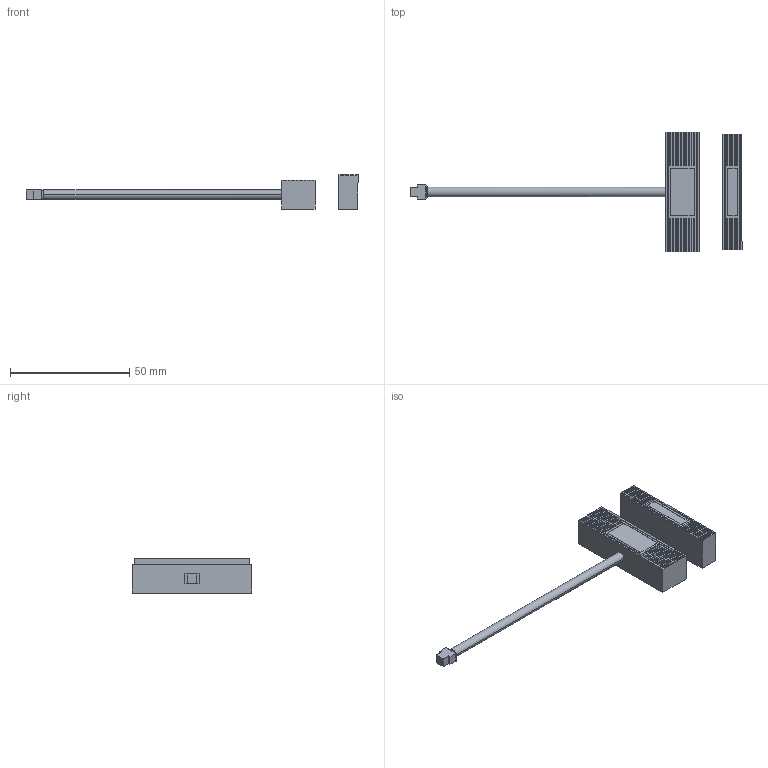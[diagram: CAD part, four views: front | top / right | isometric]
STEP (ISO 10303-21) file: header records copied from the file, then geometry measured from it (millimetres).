
FILE_DESCRIPTION (( 'STEP AP203' ), '1' );
FILE_NAME ('DS-1.STEP', '2023-09-05T08:11:21', ( '' ), ( '' ), 'SwSTEP 2.0', 'SolidWorks 2022', '' );
FILE_SCHEMA (( 'CONFIG_CONTROL_DESIGN' ));
Length unit declared in the file: millimetre
Products named in the file (1): DS-1
Bounding box: 139 x 50 x 14.3 mm (x, y, z)
Volume: 15296.3 mm3; surface area: 6862.5 mm2
Topology: 2 solids, 2 shells, 193 faces, 542 edges, 356 vertices
Faces by surface type: plane 171, bspline 12, cylinder 8, torus 2
Entity records: 7029 total; most frequent: CARTESIAN_POINT 2088, ORIENTED_EDGE 1084, DIRECTION 876, EDGE_CURVE 542, LINE 492, VECTOR 492, VERTEX_POINT 356, EDGE_LOOP 196
